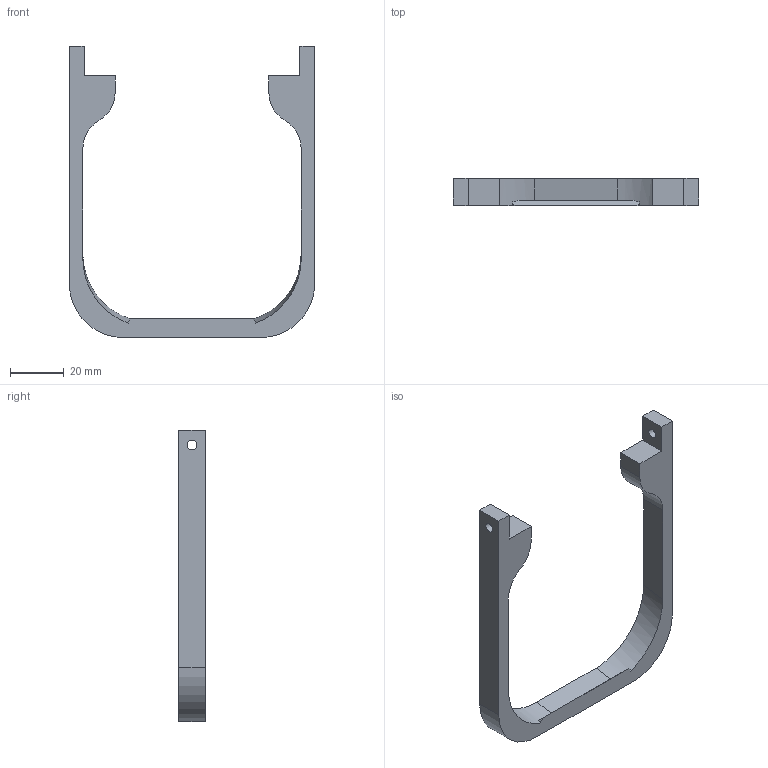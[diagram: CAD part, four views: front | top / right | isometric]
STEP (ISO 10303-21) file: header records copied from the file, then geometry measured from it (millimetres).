
FILE_DESCRIPTION(/* description */ (''),/* implementation_level */ '2;1');
FILE_NAME(/* name */ 'camera_mount_Universial_Top_108mm.stp',/* time_stamp */ '2020-08-03T08:28:41-04:00',/* author */ ('Jcurr'),/* organization */ (''),/* preprocessor_version */ 'ST-DEVELOPER v17',/* originating_system */ 'Autodesk Inventor 2019',/* authorisation */ '');
FILE_SCHEMA (('AUTOMOTIVE_DESIGN { 1 0 10303 214 3 1 1 }'));
Length unit declared in the file: millimetre
Products named in the file (1): camera_mount_Dell
Bounding box: 91 x 10 x 108 mm (x, y, z)
Volume: 19901.3 mm3; surface area: 10242.8 mm2
Topology: 1 solids, 1 shells, 32 faces, 91 edges, 61 vertices
Faces by surface type: plane 22, cylinder 10
Full cylindrical faces by diameter (mm): 3.6 x2
Entity records: 1095 total; most frequent: CARTESIAN_POINT 185, ORIENTED_EDGE 182, DIRECTION 182, EDGE_CURVE 91, LINE 66, VECTOR 66, VERTEX_POINT 61, AXIS2_PLACEMENT_3D 58
